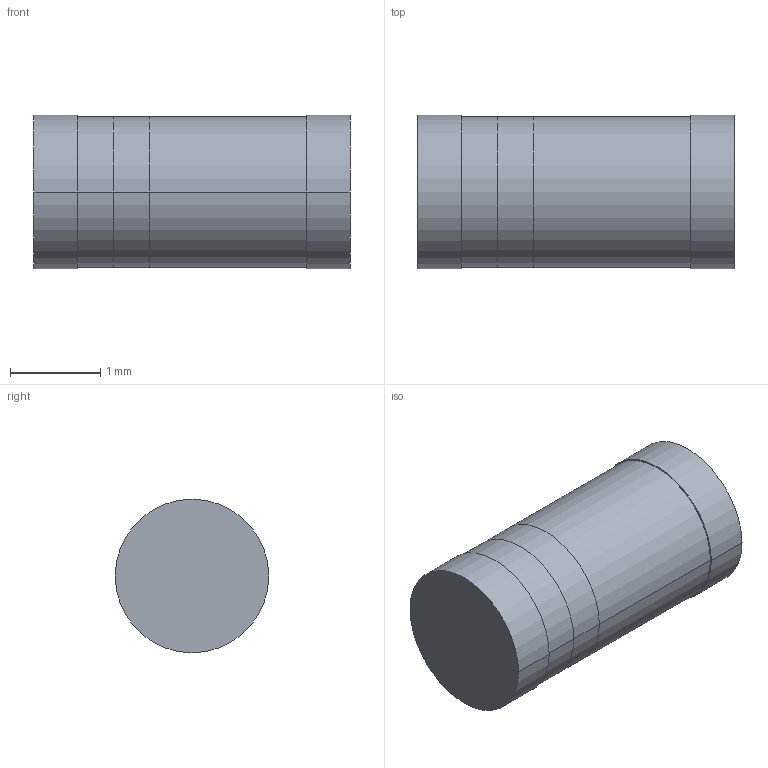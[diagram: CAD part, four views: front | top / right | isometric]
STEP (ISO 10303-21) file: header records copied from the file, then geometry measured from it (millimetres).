
FILE_DESCRIPTION((''),'2;1');
FILE_NAME('DIOMELF3516N.stp','2011-04-11T15:29:11',(''),(''),'Mechanical Desktop 2011','Mechanical Desktop 2011',', , ');
FILE_SCHEMA(('AUTOMOTIVE_DESIGN { 1 2 10303 214 1 1 1 1 }'));
Length unit declared in the file: millimetre
Products named in the file (1): Product
Bounding box: 3.5 x 1.7 x 1.7 mm (x, y, z)
Volume: 7.7 mm3; surface area: 40.7 mm2
Topology: 5 solids, 5 shells, 20 faces, 30 edges, 20 vertices
Faces by surface type: cylinder 10, plane 10
Entity records: 509 total; most frequent: DIRECTION 92, CARTESIAN_POINT 71, ORIENTED_EDGE 60, AXIS2_PLACEMENT_3D 41, EDGE_CURVE 30, VERTEX_POINT 20, CIRCLE 20, EDGE_LOOP 20
